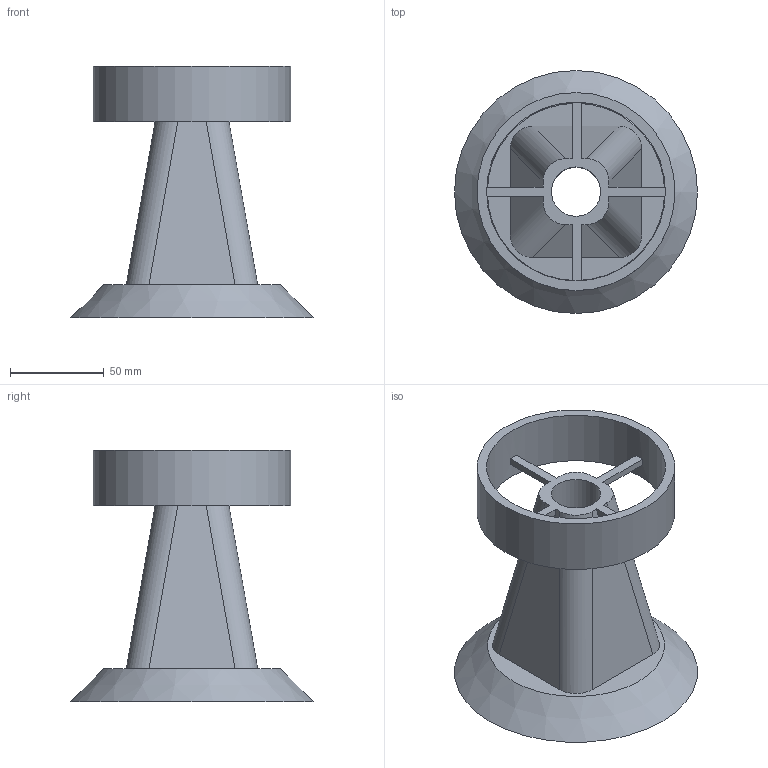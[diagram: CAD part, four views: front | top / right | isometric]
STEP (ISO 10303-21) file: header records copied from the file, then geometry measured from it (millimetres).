
FILE_DESCRIPTION(/* description */ (''),/* implementation_level */ '2;1');
FILE_NAME(/* name */ 'external structure v1.step',/* time_stamp */ '2024-06-10T15:45:48+09:00',/* author */ (''),/* organization */ (''),/* preprocessor_version */ 'ST-DEVELOPER v20',/* originating_system */ 'Autodesk Translation Framework v12.20.1.177',/* authorisation */ '');
FILE_SCHEMA (('AUTOMOTIVE_DESIGN { 1 0 10303 214 3 1 1 }'));
Length unit declared in the file: millimetre
Products named in the file (1): 외부구조물 기류상승
Bounding box: 129.47 x 129.47 x 133.89 mm (x, y, z)
Volume: 431405.3 mm3; surface area: 76635.4 mm2
Topology: 1 solids, 1 shells, 29 faces, 87 edges, 58 vertices
Faces by surface type: plane 21, cylinder 7, cone 1
Full cylindrical faces by diameter (mm): 26.244 x1, 95.274 x1, 105.48 x1
Entity records: 1040 total; most frequent: CARTESIAN_POINT 175, ORIENTED_EDGE 174, DIRECTION 173, EDGE_CURVE 87, LINE 61, VECTOR 61, VERTEX_POINT 58, AXIS2_PLACEMENT_3D 56
